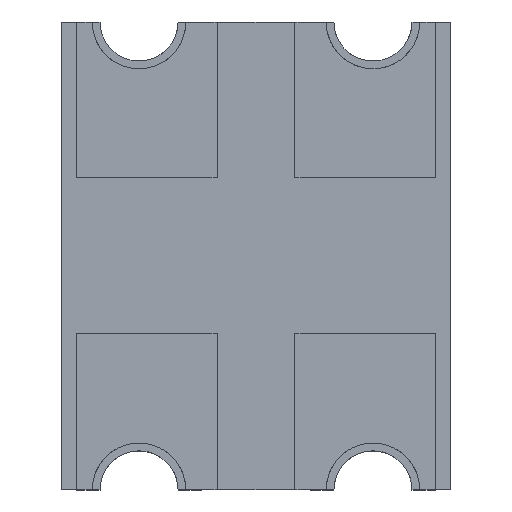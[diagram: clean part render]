
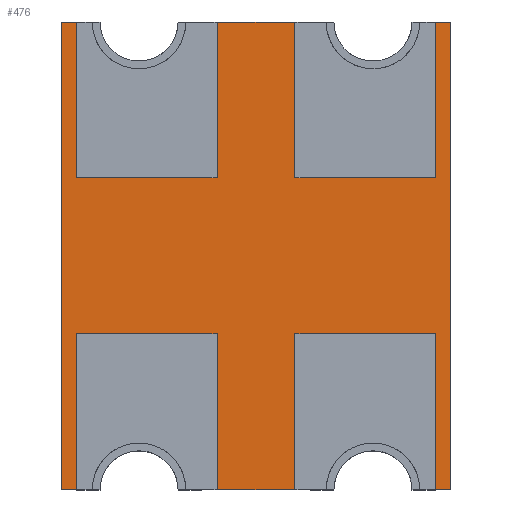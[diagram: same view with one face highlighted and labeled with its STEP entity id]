
A CAD part, top view. The second image highlights one B-rep face of the part: STEP entity #476.
In plain terms, the highlighted free-form (B-spline) face has degree [1, 1] with [2, 2] control points.
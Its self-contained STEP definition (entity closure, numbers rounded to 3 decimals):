
#105 = VERTEX_POINT('',#106);
#106 = CARTESIAN_POINT('',(-1.05,1.5,0.5));
#111 = EDGE_CURVE('',#112,#105,#114,.T.);
#112 = VERTEX_POINT('',#113);
#113 = CARTESIAN_POINT('',(-0.45,1.5,0.5));
#114 = ( BOUNDED_CURVE() B_SPLINE_CURVE(2,(#115,#116,#117,#118,#119),
.UNSPECIFIED.,.F.,.F.) B_SPLINE_CURVE_WITH_KNOTS((3,2,3),(0.,
1.571,3.142),.UNSPECIFIED.) CURVE() 
GEOMETRIC_REPRESENTATION_ITEM() RATIONAL_B_SPLINE_CURVE((1.,
0.707,1.,0.707,1.)) REPRESENTATION_ITEM('') );
#115 = CARTESIAN_POINT('',(-0.45,1.5,0.5));
#116 = CARTESIAN_POINT('',(-0.45,1.2,0.5));
#117 = CARTESIAN_POINT('',(-0.75,1.2,0.5));
#118 = CARTESIAN_POINT('',(-1.05,1.2,0.5));
#119 = CARTESIAN_POINT('',(-1.05,1.5,0.5));
#148 = EDGE_CURVE('',#149,#112,#151,.T.);
#149 = VERTEX_POINT('',#150);
#150 = CARTESIAN_POINT('',(0.45,1.5,0.5));
#151 = B_SPLINE_CURVE_WITH_KNOTS('',1,(#152,#153),.UNSPECIFIED.,.F.,.F.,
  (2,2),(0.03,0.12),.PIECEWISE_BEZIER_KNOTS.);
#152 = CARTESIAN_POINT('',(0.45,1.5,0.5));
#153 = CARTESIAN_POINT('',(-0.45,1.5,0.5));
#181 = EDGE_CURVE('',#182,#149,#184,.T.);
#182 = VERTEX_POINT('',#183);
#183 = CARTESIAN_POINT('',(1.05,1.5,0.5));
#184 = ( BOUNDED_CURVE() B_SPLINE_CURVE(2,(#185,#186,#187,#188,#189,#190
,#191),.UNSPECIFIED.,.F.,.F.) B_SPLINE_CURVE_WITH_KNOTS((3,2,2,3),(
    0.,1.047,2.094,3.142),
.UNSPECIFIED.) CURVE() GEOMETRIC_REPRESENTATION_ITEM() 
RATIONAL_B_SPLINE_CURVE((1.,0.866,1.,0.866,1.,
0.866,1.)) REPRESENTATION_ITEM('') );
#185 = CARTESIAN_POINT('',(1.05,1.5,0.5));
#186 = CARTESIAN_POINT('',(1.05,1.327,0.5));
#187 = CARTESIAN_POINT('',(0.9,1.24,0.5));
#188 = CARTESIAN_POINT('',(0.75,1.154,0.5));
#189 = CARTESIAN_POINT('',(0.6,1.24,0.5));
#190 = CARTESIAN_POINT('',(0.45,1.327,0.5));
#191 = CARTESIAN_POINT('',(0.45,1.5,0.5));
#220 = EDGE_CURVE('',#221,#182,#223,.T.);
#221 = VERTEX_POINT('',#222);
#222 = CARTESIAN_POINT('',(1.25,1.5,0.5));
#223 = B_SPLINE_CURVE_WITH_KNOTS('',1,(#224,#225),.UNSPECIFIED.,.F.,.F.,
  (2,2),(0.,0.02),.PIECEWISE_BEZIER_KNOTS.);
#224 = CARTESIAN_POINT('',(1.25,1.5,0.5));
#225 = CARTESIAN_POINT('',(1.05,1.5,0.5));
#248 = EDGE_CURVE('',#249,#221,#251,.T.);
#249 = VERTEX_POINT('',#250);
#250 = CARTESIAN_POINT('',(1.25,-1.5,0.5));
#251 = B_SPLINE_CURVE_WITH_KNOTS('',1,(#252,#253),.UNSPECIFIED.,.F.,.F.,
  (2,2),(0.,0.3),.PIECEWISE_BEZIER_KNOTS.);
#252 = CARTESIAN_POINT('',(1.25,-1.5,0.5));
#253 = CARTESIAN_POINT('',(1.25,1.5,0.5));
#276 = EDGE_CURVE('',#277,#249,#279,.T.);
#277 = VERTEX_POINT('',#278);
#278 = CARTESIAN_POINT('',(1.05,-1.5,0.5));
#279 = B_SPLINE_CURVE_WITH_KNOTS('',1,(#280,#281),.UNSPECIFIED.,.F.,.F.,
  (2,2),(0.23,0.25),.PIECEWISE_BEZIER_KNOTS.);
#280 = CARTESIAN_POINT('',(1.05,-1.5,0.5));
#281 = CARTESIAN_POINT('',(1.25,-1.5,0.5));
#307 = EDGE_CURVE('',#308,#277,#310,.T.);
#308 = VERTEX_POINT('',#309);
#309 = CARTESIAN_POINT('',(0.45,-1.5,0.5));
#310 = ( BOUNDED_CURVE() B_SPLINE_CURVE(2,(#311,#312,#313,#314,#315),
.UNSPECIFIED.,.F.,.F.) B_SPLINE_CURVE_WITH_KNOTS((3,2,3),(-3.142
,-1.571,0.),.UNSPECIFIED.) CURVE() 
GEOMETRIC_REPRESENTATION_ITEM() RATIONAL_B_SPLINE_CURVE((1.,
0.707,1.,0.707,1.)) REPRESENTATION_ITEM('') );
#311 = CARTESIAN_POINT('',(0.45,-1.5,0.5));
#312 = CARTESIAN_POINT('',(0.45,-1.2,0.5));
#313 = CARTESIAN_POINT('',(0.75,-1.2,0.5));
#314 = CARTESIAN_POINT('',(1.05,-1.2,0.5));
#315 = CARTESIAN_POINT('',(1.05,-1.5,0.5));
#344 = EDGE_CURVE('',#345,#308,#347,.T.);
#345 = VERTEX_POINT('',#346);
#346 = CARTESIAN_POINT('',(-0.45,-1.5,0.5));
#347 = B_SPLINE_CURVE_WITH_KNOTS('',1,(#348,#349),.UNSPECIFIED.,.F.,.F.,
  (2,2),(-0.045,0.045),.PIECEWISE_BEZIER_KNOTS.);
#348 = CARTESIAN_POINT('',(-0.45,-1.5,0.5));
#349 = CARTESIAN_POINT('',(0.45,-1.5,0.5));
#375 = EDGE_CURVE('',#376,#345,#378,.T.);
#376 = VERTEX_POINT('',#377);
#377 = CARTESIAN_POINT('',(-1.05,-1.5,0.5));
#378 = ( BOUNDED_CURVE() B_SPLINE_CURVE(2,(#379,#380,#381,#382,#383),
.UNSPECIFIED.,.F.,.F.) B_SPLINE_CURVE_WITH_KNOTS((3,2,3),(-3.142
,-1.571,0.),.UNSPECIFIED.) CURVE() 
GEOMETRIC_REPRESENTATION_ITEM() RATIONAL_B_SPLINE_CURVE((1.,
0.707,1.,0.707,1.)) REPRESENTATION_ITEM('') );
#379 = CARTESIAN_POINT('',(-1.05,-1.5,0.5));
#380 = CARTESIAN_POINT('',(-1.05,-1.2,0.5));
#381 = CARTESIAN_POINT('',(-0.75,-1.2,0.5));
#382 = CARTESIAN_POINT('',(-0.45,-1.2,0.5));
#383 = CARTESIAN_POINT('',(-0.45,-1.5,0.5));
#412 = EDGE_CURVE('',#413,#376,#415,.T.);
#413 = VERTEX_POINT('',#414);
#414 = CARTESIAN_POINT('',(-1.25,-1.5,0.5));
#415 = B_SPLINE_CURVE_WITH_KNOTS('',1,(#416,#417),.UNSPECIFIED.,.F.,.F.,
  (2,2),(0.,0.02),.PIECEWISE_BEZIER_KNOTS.);
#416 = CARTESIAN_POINT('',(-1.25,-1.5,0.5));
#417 = CARTESIAN_POINT('',(-1.05,-1.5,0.5));
#440 = EDGE_CURVE('',#441,#413,#443,.T.);
#441 = VERTEX_POINT('',#442);
#442 = CARTESIAN_POINT('',(-1.25,1.5,0.5));
#443 = B_SPLINE_CURVE_WITH_KNOTS('',1,(#444,#445),.UNSPECIFIED.,.F.,.F.,
  (2,2),(0.,0.3),.PIECEWISE_BEZIER_KNOTS.);
#444 = CARTESIAN_POINT('',(-1.25,1.5,0.5));
#445 = CARTESIAN_POINT('',(-1.25,-1.5,0.5));
#466 = EDGE_CURVE('',#105,#441,#467,.T.);
#467 = B_SPLINE_CURVE_WITH_KNOTS('',1,(#468,#469),.UNSPECIFIED.,.F.,.F.,
  (2,2),(0.23,0.25),.PIECEWISE_BEZIER_KNOTS.);
#468 = CARTESIAN_POINT('',(-1.05,1.5,0.5));
#469 = CARTESIAN_POINT('',(-1.25,1.5,0.5));
#476 = ADVANCED_FACE('',(#477),#491,.T.);
#477 = FACE_BOUND('',#478,.T.);
#478 = EDGE_LOOP('',(#479,#480,#481,#482,#483,#484,#485,#486,#487,#488,
    #489,#490));
#479 = ORIENTED_EDGE('',*,*,#466,.T.);
#480 = ORIENTED_EDGE('',*,*,#440,.T.);
#481 = ORIENTED_EDGE('',*,*,#412,.T.);
#482 = ORIENTED_EDGE('',*,*,#375,.T.);
#483 = ORIENTED_EDGE('',*,*,#344,.T.);
#484 = ORIENTED_EDGE('',*,*,#307,.T.);
#485 = ORIENTED_EDGE('',*,*,#276,.T.);
#486 = ORIENTED_EDGE('',*,*,#248,.T.);
#487 = ORIENTED_EDGE('',*,*,#220,.T.);
#488 = ORIENTED_EDGE('',*,*,#181,.T.);
#489 = ORIENTED_EDGE('',*,*,#148,.T.);
#490 = ORIENTED_EDGE('',*,*,#111,.T.);
#491 = B_SPLINE_SURFACE_WITH_KNOTS('',1,1,(
    (#492,#493)
    ,(#494,#495
    )),.UNSPECIFIED.,.F.,.F.,.F.,(2,2),(2,2),(-0.126,0.126),(-0.151,
    0.151),.PIECEWISE_BEZIER_KNOTS.);
#492 = CARTESIAN_POINT('',(-1.26,-1.51,0.5));
#493 = CARTESIAN_POINT('',(-1.26,1.51,0.5));
#494 = CARTESIAN_POINT('',(1.26,-1.51,0.5));
#495 = CARTESIAN_POINT('',(1.26,1.51,0.5));
